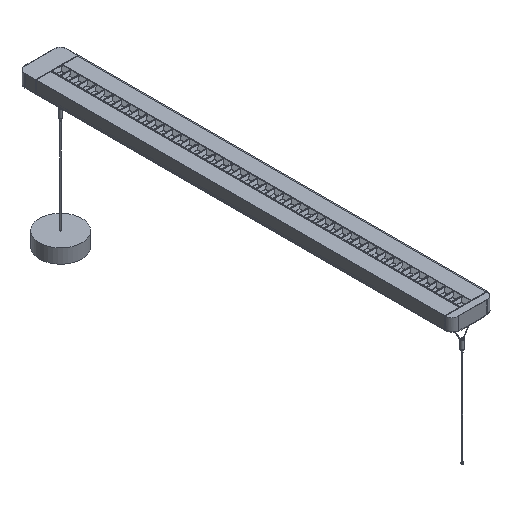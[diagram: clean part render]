
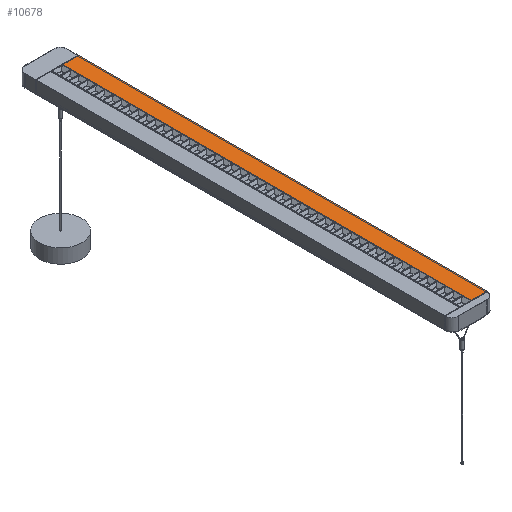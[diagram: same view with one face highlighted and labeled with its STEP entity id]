
A CAD part, isometric view. The second image highlights one B-rep face of the part: STEP entity #10678.
In plain terms, the highlighted face is planar.
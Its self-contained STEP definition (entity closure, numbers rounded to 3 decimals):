
#1312 = DIRECTION ( 'NONE',  ( 0., -1., 0. ) ) ;
#2680 = CARTESIAN_POINT ( 'NONE',  ( 59.5, -579.25, -434.637 ) ) ;
#3535 = VECTOR ( 'NONE', #1312, 1000. ) ;
#3667 = EDGE_LOOP ( 'NONE', ( #16226, #22664, #18204, #22710 ) ) ;
#3782 = DIRECTION ( 'NONE',  ( 0., -1., 0. ) ) ;
#4790 = VERTEX_POINT ( 'NONE', #12511 ) ;
#4937 = LINE ( 'NONE', #21448, #25425 ) ;
#5939 = CARTESIAN_POINT ( 'NONE',  ( 60., 579.25, -434.637 ) ) ;
#6017 = CARTESIAN_POINT ( 'NONE',  ( 60., 579.25, -434.637 ) ) ;
#6742 = LINE ( 'NONE', #2680, #8297 ) ;
#8297 = VECTOR ( 'NONE', #14403, 1000. ) ;
#8798 = EDGE_CURVE ( 'NONE', #16327, #15077, #26079, .T. ) ;
#9673 = CARTESIAN_POINT ( 'NONE',  ( 15.4, 579.25, -434.637 ) ) ;
#10652 = CARTESIAN_POINT ( 'NONE',  ( 15.4, -579.25, -434.637 ) ) ;
#10678 = ADVANCED_FACE ( 'NONE', ( #25646 ), #21752, .T. ) ;
#10792 = EDGE_CURVE ( 'NONE', #16327, #4790, #4937, .T. ) ;
#11405 = DIRECTION ( 'NONE',  ( 0., 0., -1. ) ) ;
#12511 = CARTESIAN_POINT ( 'NONE',  ( 15.4, 579.25, -434.637 ) ) ;
#14403 = DIRECTION ( 'NONE',  ( -1., 0., 0. ) ) ;
#14513 = EDGE_CURVE ( 'NONE', #15077, #22484, #6742, .T. ) ;
#15038 = EDGE_CURVE ( 'NONE', #4790, #22484, #15590, .T. ) ;
#15077 = VERTEX_POINT ( 'NONE', #19717 ) ;
#15283 = DIRECTION ( 'NONE',  ( -1., 0., 0. ) ) ;
#15590 = LINE ( 'NONE', #15728, #3535 ) ;
#15728 = CARTESIAN_POINT ( 'NONE',  ( 15.4, 579.25, -434.637 ) ) ;
#16226 = ORIENTED_EDGE ( 'NONE', *, *, #14513, .T. ) ;
#16327 = VERTEX_POINT ( 'NONE', #6017 ) ;
#17697 = AXIS2_PLACEMENT_3D ( 'NONE', #9673, #11405, #21478 ) ;
#18204 = ORIENTED_EDGE ( 'NONE', *, *, #10792, .F. ) ;
#19717 = CARTESIAN_POINT ( 'NONE',  ( 60., -579.25, -434.637 ) ) ;
#21448 = CARTESIAN_POINT ( 'NONE',  ( 59.5, 579.25, -434.637 ) ) ;
#21478 = DIRECTION ( 'NONE',  ( 1., 0., 0. ) ) ;
#21752 = PLANE ( 'NONE',  #17697 ) ;
#22484 = VERTEX_POINT ( 'NONE', #10652 ) ;
#22664 = ORIENTED_EDGE ( 'NONE', *, *, #15038, .F. ) ;
#22710 = ORIENTED_EDGE ( 'NONE', *, *, #8798, .T. ) ;
#25020 = VECTOR ( 'NONE', #3782, 1000. ) ;
#25425 = VECTOR ( 'NONE', #15283, 1000. ) ;
#25646 = FACE_OUTER_BOUND ( 'NONE', #3667, .T. ) ;
#26079 = LINE ( 'NONE', #5939, #25020 ) ;
